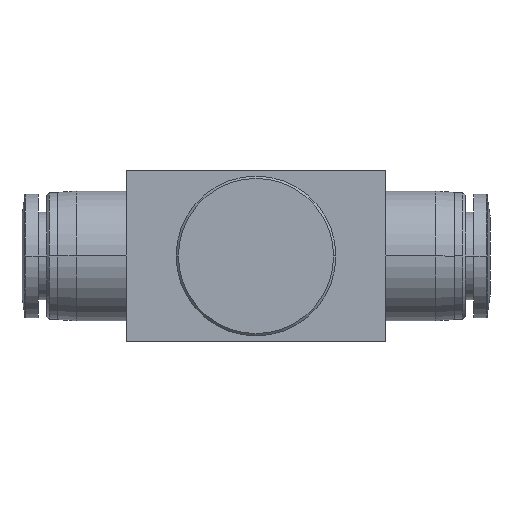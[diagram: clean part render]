
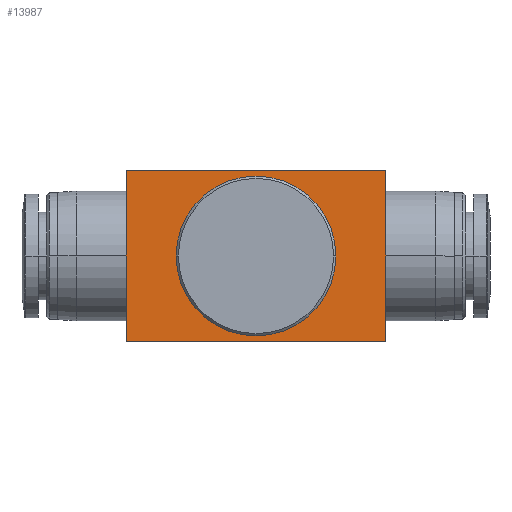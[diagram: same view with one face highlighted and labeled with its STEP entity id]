
A CAD part, front view. The second image highlights one B-rep face of the part: STEP entity #13987.
In plain terms, the highlighted planar face has unit normal (0, -1, 0).
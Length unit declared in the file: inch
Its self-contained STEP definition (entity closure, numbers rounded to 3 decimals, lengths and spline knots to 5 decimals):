
#376 = LINE ( 'NONE', #1141, #23437 ) ;
#461 = DIRECTION ( 'NONE',  ( -1., 0., 0. ) ) ;
#565 = CARTESIAN_POINT ( 'NONE',  ( 0.68701, 0.05512, 0.45276 ) ) ;
#875 = DIRECTION ( 'NONE',  ( -1., 0., 0. ) ) ;
#1141 = CARTESIAN_POINT ( 'NONE',  ( -0.68701, 0.05512, 0. ) ) ;
#1240 = CARTESIAN_POINT ( 'NONE',  ( 0., 0.05512, -0.45276 ) ) ;
#1436 = LINE ( 'NONE', #7639, #7471 ) ;
#2768 = AXIS2_PLACEMENT_3D ( 'NONE', #11039, #26551, #13262 ) ;
#3158 = LINE ( 'NONE', #1240, #20284 ) ;
#3707 = VERTEX_POINT ( 'NONE', #6810 ) ;
#3842 = CARTESIAN_POINT ( 'NONE',  ( -0.42323, 0.05512, 0. ) ) ;
#4257 = ORIENTED_EDGE ( 'NONE', *, *, #15924, .F. ) ;
#4361 = VERTEX_POINT ( 'NONE', #16723 ) ;
#5853 = VERTEX_POINT ( 'NONE', #8726 ) ;
#6106 = DIRECTION ( 'NONE',  ( 0., 0., -1. ) ) ;
#6551 = VERTEX_POINT ( 'NONE', #16349 ) ;
#6810 = CARTESIAN_POINT ( 'NONE',  ( 0.68701, 0.05512, -0.45276 ) ) ;
#7471 = VECTOR ( 'NONE', #21000, 39.37008 ) ;
#7639 = CARTESIAN_POINT ( 'NONE',  ( 0.68701, 0.05512, 0. ) ) ;
#7695 = EDGE_CURVE ( 'NONE', #28461, #4361, #17824, .T. ) ;
#8551 = EDGE_CURVE ( 'NONE', #6551, #5853, #17334, .T. ) ;
#8726 = CARTESIAN_POINT ( 'NONE',  ( -0.42323, 0.05512, 0. ) ) ;
#10002 = AXIS2_PLACEMENT_3D ( 'NONE', #27588, #14344, #875 ) ;
#10354 = ORIENTED_EDGE ( 'NONE', *, *, #26469, .T. ) ;
#11039 = CARTESIAN_POINT ( 'NONE',  ( 0., 0.05512, 0. ) ) ;
#11160 = VERTEX_POINT ( 'NONE', #28517 ) ;
#13262 = DIRECTION ( 'NONE',  ( -1., 0., 0. ) ) ;
#13987 = ADVANCED_FACE ( 'NONE', ( #26654, #14874 ), #17161, .T. ) ;
#14263 = ORIENTED_EDGE ( 'NONE', *, *, #24913, .T. ) ;
#14344 = DIRECTION ( 'NONE',  ( 0., 1., 0. ) ) ;
#14874 = FACE_OUTER_BOUND ( 'NONE', #19848, .T. ) ;
#15924 = EDGE_CURVE ( 'NONE', #28461, #3707, #1436, .T. ) ;
#16058 = ORIENTED_EDGE ( 'NONE', *, *, #8551, .T. ) ;
#16160 = CARTESIAN_POINT ( 'NONE',  ( -0.42323, 0.05512, 0.45276 ) ) ;
#16349 = CARTESIAN_POINT ( 'NONE',  ( 0.42323, 0.05512, 0. ) ) ;
#16723 = CARTESIAN_POINT ( 'NONE',  ( -0.68701, 0.05512, 0.45276 ) ) ;
#16933 = DIRECTION ( 'NONE',  ( 1., 0., 0. ) ) ;
#17161 = PLANE ( 'NONE',  #21082 ) ;
#17334 = CIRCLE ( 'NONE', #2768, 0.42323 ) ;
#17824 = LINE ( 'NONE', #16160, #23686 ) ;
#19056 = DIRECTION ( 'NONE',  ( 0., 0., -1. ) ) ;
#19449 = DIRECTION ( 'NONE',  ( 0., -1., 0. ) ) ;
#19848 = EDGE_LOOP ( 'NONE', ( #14263, #4257, #25111, #10354 ) ) ;
#20284 = VECTOR ( 'NONE', #16933, 39.37008 ) ;
#20556 = EDGE_LOOP ( 'NONE', ( #20933, #16058 ) ) ;
#20933 = ORIENTED_EDGE ( 'NONE', *, *, #21090, .T. ) ;
#21000 = DIRECTION ( 'NONE',  ( 0., 0., -1. ) ) ;
#21082 = AXIS2_PLACEMENT_3D ( 'NONE', #3842, #19449, #6106 ) ;
#21090 = EDGE_CURVE ( 'NONE', #5853, #6551, #25076, .T. ) ;
#23437 = VECTOR ( 'NONE', #19056, 39.37008 ) ;
#23686 = VECTOR ( 'NONE', #461, 39.37008 ) ;
#24913 = EDGE_CURVE ( 'NONE', #11160, #3707, #3158, .T. ) ;
#25076 = CIRCLE ( 'NONE', #10002, 0.42323 ) ;
#25111 = ORIENTED_EDGE ( 'NONE', *, *, #7695, .T. ) ;
#26469 = EDGE_CURVE ( 'NONE', #4361, #11160, #376, .T. ) ;
#26551 = DIRECTION ( 'NONE',  ( 0., 1., 0. ) ) ;
#26654 = FACE_BOUND ( 'NONE', #20556, .T. ) ;
#27588 = CARTESIAN_POINT ( 'NONE',  ( 0., 0.05512, 0. ) ) ;
#28461 = VERTEX_POINT ( 'NONE', #565 ) ;
#28517 = CARTESIAN_POINT ( 'NONE',  ( -0.68701, 0.05512, -0.45276 ) ) ;
